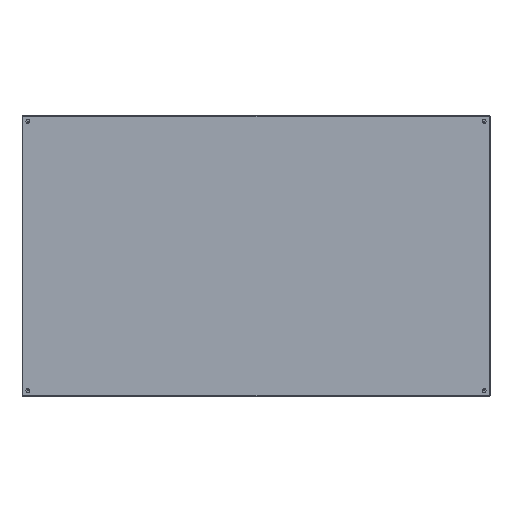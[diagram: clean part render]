
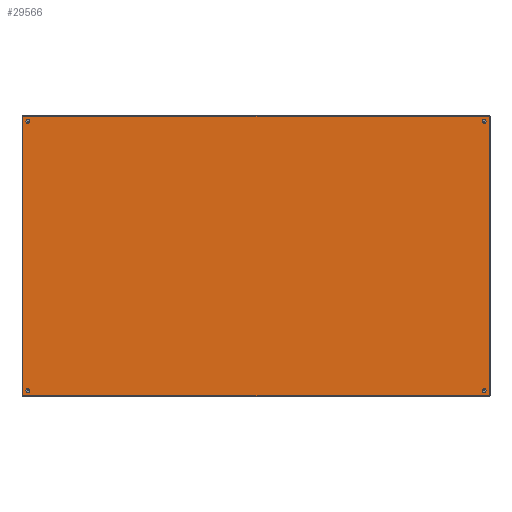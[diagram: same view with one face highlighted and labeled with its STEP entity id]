
A CAD part, left-side view. The second image highlights one B-rep face of the part: STEP entity #29566.
In plain terms, the highlighted face is planar.
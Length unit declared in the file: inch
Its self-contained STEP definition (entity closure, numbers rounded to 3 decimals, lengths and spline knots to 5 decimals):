
#1810 = ORIENTED_EDGE ( 'NONE', *, *, #1924, .T. ) ;
#1924 = EDGE_CURVE ( 'NONE', #113928, #109972, #82153, .T. ) ;
#4393 = DIRECTION ( 'NONE',  ( 0., 0., 1. ) ) ;
#6273 = EDGE_CURVE ( 'NONE', #49794, #91274, #66666, .T. ) ;
#6805 = AXIS2_PLACEMENT_3D ( 'NONE', #40561, #105276, #4393 ) ;
#7264 = FACE_BOUND ( 'NONE', #42171, .T. ) ;
#12100 = ORIENTED_EDGE ( 'NONE', *, *, #98965, .T. ) ;
#12381 = VERTEX_POINT ( 'NONE', #64029 ) ;
#14575 = VERTEX_POINT ( 'NONE', #52968 ) ;
#15503 = CARTESIAN_POINT ( 'NONE',  ( -17.24989, 0., -29.25 ) ) ;
#16324 = ORIENTED_EDGE ( 'NONE', *, *, #43815, .T. ) ;
#18422 = CARTESIAN_POINT ( 'NONE',  ( 0., 0., 0. ) ) ;
#18432 = CARTESIAN_POINT ( 'NONE',  ( 17.24989, 0., -29.5 ) ) ;
#19819 = VERTEX_POINT ( 'NONE', #37399 ) ;
#24301 = AXIS2_PLACEMENT_3D ( 'NONE', #15503, #89622, #80746 ) ;
#25204 = ORIENTED_EDGE ( 'NONE', *, *, #50701, .T. ) ;
#25252 = CARTESIAN_POINT ( 'NONE',  ( 17.92789, 0., -29.892 ) ) ;
#25310 = DIRECTION ( 'NONE',  ( 0., -1., 0. ) ) ;
#28066 = ORIENTED_EDGE ( 'NONE', *, *, #94455, .T. ) ;
#29566 = ADVANCED_FACE ( 'NONE', ( #63953, #39351, #85704, #7264, #68299 ), #45263, .T. ) ;
#34638 = VECTOR ( 'NONE', #56644, 39.37008 ) ;
#35948 = DIRECTION ( 'NONE',  ( 0., 0., 1. ) ) ;
#36360 = EDGE_CURVE ( 'NONE', #14575, #78292, #67963, .T. ) ;
#37399 = CARTESIAN_POINT ( 'NONE',  ( 17.24989, 0., 29. ) ) ;
#39351 = FACE_BOUND ( 'NONE', #87004, .T. ) ;
#40162 = VECTOR ( 'NONE', #52314, 39.37008 ) ;
#40561 = CARTESIAN_POINT ( 'NONE',  ( -17.24989, 0., 29.25 ) ) ;
#40841 = ORIENTED_EDGE ( 'NONE', *, *, #6273, .T. ) ;
#41174 = AXIS2_PLACEMENT_3D ( 'NONE', #71639, #72043, #35948 ) ;
#41231 = DIRECTION ( 'NONE',  ( 0., -1., 0. ) ) ;
#41703 = AXIS2_PLACEMENT_3D ( 'NONE', #41730, #51095, #78177 ) ;
#41730 = CARTESIAN_POINT ( 'NONE',  ( 17.24989, 0., -29.25 ) ) ;
#42171 = EDGE_LOOP ( 'NONE', ( #45221, #1810 ) ) ;
#43478 = CIRCLE ( 'NONE', #41174, 0.25 ) ;
#43671 = CARTESIAN_POINT ( 'NONE',  ( -17.92789, 0., 29.892 ) ) ;
#43815 = EDGE_CURVE ( 'NONE', #60887, #12381, #66461, .T. ) ;
#45221 = ORIENTED_EDGE ( 'NONE', *, *, #49466, .T. ) ;
#45263 = PLANE ( 'NONE',  #71168 ) ;
#46275 = DIRECTION ( 'NONE',  ( 0., -1., 0. ) ) ;
#47162 = EDGE_CURVE ( 'NONE', #89462, #60887, #64774, .T. ) ;
#47397 = CARTESIAN_POINT ( 'NONE',  ( 17.92789, 0., 29.875 ) ) ;
#48434 = CARTESIAN_POINT ( 'NONE',  ( 17.24989, 0., 29.5 ) ) ;
#49466 = EDGE_CURVE ( 'NONE', #109972, #113928, #81161, .T. ) ;
#49794 = VERTEX_POINT ( 'NONE', #63116 ) ;
#49838 = CARTESIAN_POINT ( 'NONE',  ( -17.24989, 0., -29. ) ) ;
#49887 = CIRCLE ( 'NONE', #106695, 0.25 ) ;
#50701 = EDGE_CURVE ( 'NONE', #88725, #89462, #80926, .T. ) ;
#51095 = DIRECTION ( 'NONE',  ( 0., -1., 0. ) ) ;
#52314 = DIRECTION ( 'NONE',  ( 1., 0., 0. ) ) ;
#52968 = CARTESIAN_POINT ( 'NONE',  ( -17.24989, 0., 29. ) ) ;
#55417 = ORIENTED_EDGE ( 'NONE', *, *, #110415, .T. ) ;
#56644 = DIRECTION ( 'NONE',  ( 0., 0., -1. ) ) ;
#57549 = AXIS2_PLACEMENT_3D ( 'NONE', #71509, #25310, #99426 ) ;
#58723 = AXIS2_PLACEMENT_3D ( 'NONE', #65582, #83003, #84201 ) ;
#60887 = VERTEX_POINT ( 'NONE', #92624 ) ;
#63116 = CARTESIAN_POINT ( 'NONE',  ( -17.24989, 0., -29.5 ) ) ;
#63273 = DIRECTION ( 'NONE',  ( 1., 0., 0. ) ) ;
#63522 = CIRCLE ( 'NONE', #6805, 0.25 ) ;
#63953 = FACE_OUTER_BOUND ( 'NONE', #108967, .T. ) ;
#64029 = CARTESIAN_POINT ( 'NONE',  ( 17.92789, 0., -29.892 ) ) ;
#64383 = LINE ( 'NONE', #25252, #68715 ) ;
#64774 = LINE ( 'NONE', #90678, #40162 ) ;
#65582 = CARTESIAN_POINT ( 'NONE',  ( -17.24989, 0., 29.25 ) ) ;
#66461 = LINE ( 'NONE', #47397, #34638 ) ;
#66666 = CIRCLE ( 'NONE', #24301, 0.25 ) ;
#66763 = ORIENTED_EDGE ( 'NONE', *, *, #36360, .T. ) ;
#67963 = CIRCLE ( 'NONE', #58723, 0.25 ) ;
#68299 = FACE_BOUND ( 'NONE', #107236, .T. ) ;
#68376 = DIRECTION ( 'NONE',  ( 0., 0., 1. ) ) ;
#68715 = VECTOR ( 'NONE', #63273, 39.37008 ) ;
#71168 = AXIS2_PLACEMENT_3D ( 'NONE', #18422, #84065, #110352 ) ;
#71509 = CARTESIAN_POINT ( 'NONE',  ( 17.24989, 0., -29.25 ) ) ;
#71639 = CARTESIAN_POINT ( 'NONE',  ( 17.24989, 0., 29.25 ) ) ;
#72043 = DIRECTION ( 'NONE',  ( 0., -1., 0. ) ) ;
#73700 = EDGE_LOOP ( 'NONE', ( #100665, #66763 ) ) ;
#74008 = AXIS2_PLACEMENT_3D ( 'NONE', #78473, #41231, #68376 ) ;
#78177 = DIRECTION ( 'NONE',  ( 0., 0., 1. ) ) ;
#78292 = VERTEX_POINT ( 'NONE', #100529 ) ;
#78473 = CARTESIAN_POINT ( 'NONE',  ( -17.24989, 0., -29.25 ) ) ;
#80746 = DIRECTION ( 'NONE',  ( 0., 0., 1. ) ) ;
#80926 = LINE ( 'NONE', #93879, #96814 ) ;
#81161 = CIRCLE ( 'NONE', #41703, 0.25 ) ;
#82153 = CIRCLE ( 'NONE', #57549, 0.25 ) ;
#83003 = DIRECTION ( 'NONE',  ( 0., -1., 0. ) ) ;
#83412 = DIRECTION ( 'NONE',  ( 0., 0., 1. ) ) ;
#83996 = EDGE_CURVE ( 'NONE', #78292, #14575, #63522, .T. ) ;
#84065 = DIRECTION ( 'NONE',  ( 0., 1., 0. ) ) ;
#84201 = DIRECTION ( 'NONE',  ( 0., 0., 1. ) ) ;
#85704 = FACE_BOUND ( 'NONE', #73700, .T. ) ;
#85771 = EDGE_CURVE ( 'NONE', #88725, #12381, #64383, .T. ) ;
#85932 = CARTESIAN_POINT ( 'NONE',  ( 17.24989, 0., 29.25 ) ) ;
#87004 = EDGE_LOOP ( 'NONE', ( #55417, #28066 ) ) ;
#88725 = VERTEX_POINT ( 'NONE', #111996 ) ;
#89462 = VERTEX_POINT ( 'NONE', #43671 ) ;
#89622 = DIRECTION ( 'NONE',  ( 0., -1., 0. ) ) ;
#90678 = CARTESIAN_POINT ( 'NONE',  ( 0., 0., 29.892 ) ) ;
#91274 = VERTEX_POINT ( 'NONE', #49838 ) ;
#92624 = CARTESIAN_POINT ( 'NONE',  ( 17.92789, 0., 29.892 ) ) ;
#93879 = CARTESIAN_POINT ( 'NONE',  ( -17.92789, 0., 29.875 ) ) ;
#94071 = ORIENTED_EDGE ( 'NONE', *, *, #85771, .F. ) ;
#94291 = CIRCLE ( 'NONE', #74008, 0.25 ) ;
#94455 = EDGE_CURVE ( 'NONE', #19819, #99801, #49887, .T. ) ;
#95132 = CARTESIAN_POINT ( 'NONE',  ( 17.24989, 0., -29. ) ) ;
#96814 = VECTOR ( 'NONE', #83412, 39.37008 ) ;
#98965 = EDGE_CURVE ( 'NONE', #91274, #49794, #94291, .T. ) ;
#99426 = DIRECTION ( 'NONE',  ( 0., 0., 1. ) ) ;
#99801 = VERTEX_POINT ( 'NONE', #48434 ) ;
#100529 = CARTESIAN_POINT ( 'NONE',  ( -17.24989, 0., 29.5 ) ) ;
#100665 = ORIENTED_EDGE ( 'NONE', *, *, #83996, .T. ) ;
#105276 = DIRECTION ( 'NONE',  ( 0., -1., 0. ) ) ;
#106695 = AXIS2_PLACEMENT_3D ( 'NONE', #85932, #46275, #110965 ) ;
#107236 = EDGE_LOOP ( 'NONE', ( #12100, #40841 ) ) ;
#108967 = EDGE_LOOP ( 'NONE', ( #94071, #25204, #118158, #16324 ) ) ;
#109972 = VERTEX_POINT ( 'NONE', #95132 ) ;
#110352 = DIRECTION ( 'NONE',  ( -1., 0., 0. ) ) ;
#110415 = EDGE_CURVE ( 'NONE', #99801, #19819, #43478, .T. ) ;
#110965 = DIRECTION ( 'NONE',  ( 0., 0., 1. ) ) ;
#111996 = CARTESIAN_POINT ( 'NONE',  ( -17.92789, 0., -29.892 ) ) ;
#113928 = VERTEX_POINT ( 'NONE', #18432 ) ;
#118158 = ORIENTED_EDGE ( 'NONE', *, *, #47162, .T. ) ;
